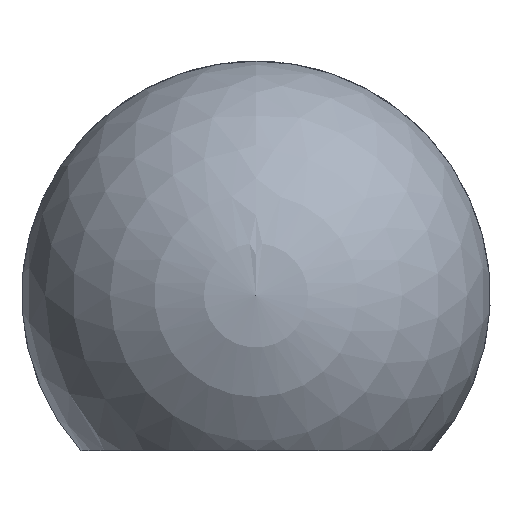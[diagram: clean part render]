
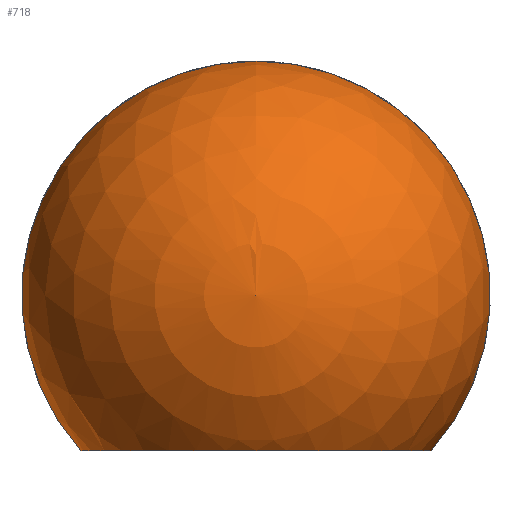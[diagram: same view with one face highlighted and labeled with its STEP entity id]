
A CAD part, front view. The second image highlights one B-rep face of the part: STEP entity #718.
In plain terms, the highlighted spherical face has radius 1.65 mm.
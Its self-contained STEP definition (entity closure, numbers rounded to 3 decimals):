
#15=SPHERICAL_SURFACE('',#763,1.65);
#17=CIRCLE('',#756,1.234);
#18=CIRCLE('',#759,1.65);
#19=CIRCLE('',#760,1.65);
#21=CIRCLE('',#764,1.65);
#56=FACE_OUTER_BOUND('',#95,.T.);
#95=EDGE_LOOP('',(#626,#627,#628,#629,#630));
#342=VERTEX_POINT('',#1122);
#343=VERTEX_POINT('',#1124);
#346=VERTEX_POINT('',#1134);
#349=VERTEX_POINT('',#1146);
#434=EDGE_CURVE('',#343,#342,#17,.T.);
#439=EDGE_CURVE('',#346,#343,#18,.T.);
#440=EDGE_CURVE('',#342,#346,#19,.T.);
#446=EDGE_CURVE('',#346,#349,#21,.T.);
#626=ORIENTED_EDGE('',*,*,#434,.T.);
#627=ORIENTED_EDGE('',*,*,#440,.T.);
#628=ORIENTED_EDGE('',*,*,#446,.T.);
#629=ORIENTED_EDGE('',*,*,#446,.F.);
#630=ORIENTED_EDGE('',*,*,#439,.T.);
#718=ADVANCED_FACE('',(#56),#15,.T.);
#756=AXIS2_PLACEMENT_3D('',#1125,#917,#918);
#759=AXIS2_PLACEMENT_3D('',#1135,#927,#928);
#760=AXIS2_PLACEMENT_3D('',#1136,#929,#930);
#763=AXIS2_PLACEMENT_3D('',#1145,#939,#940);
#764=AXIS2_PLACEMENT_3D('',#1147,#941,#942);
#917=DIRECTION('center_axis',(0.,0.,1.));
#918=DIRECTION('ref_axis',(0.,1.,0.));
#927=DIRECTION('center_axis',(0.,-1.,0.));
#928=DIRECTION('ref_axis',(1.,0.,0.));
#929=DIRECTION('center_axis',(0.,-1.,0.));
#930=DIRECTION('ref_axis',(1.,0.,0.));
#939=DIRECTION('center_axis',(0.,1.,0.));
#940=DIRECTION('ref_axis',(0.,0.,-1.));
#941=DIRECTION('center_axis',(1.,0.,0.));
#942=DIRECTION('ref_axis',(0.,0.,1.));
#1122=CARTESIAN_POINT('',(1.234,-0.305,-1.095));
#1124=CARTESIAN_POINT('',(-1.234,-0.305,-1.095));
#1125=CARTESIAN_POINT('Origin',(0.,-0.305,-1.095));
#1134=CARTESIAN_POINT('',(0.,-0.305,1.65));
#1135=CARTESIAN_POINT('Origin',(0.,-0.305,0.));
#1136=CARTESIAN_POINT('Origin',(0.,-0.305,0.));
#1145=CARTESIAN_POINT('Origin',(0.,-0.305,0.));
#1146=CARTESIAN_POINT('',(0.,-1.955,0.));
#1147=CARTESIAN_POINT('Origin',(0.,-0.305,0.));
